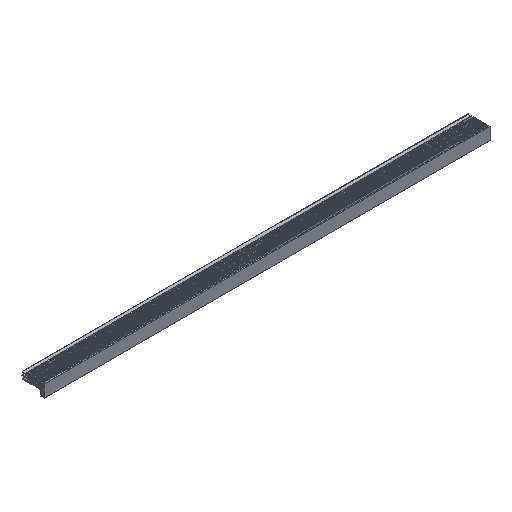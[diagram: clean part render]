
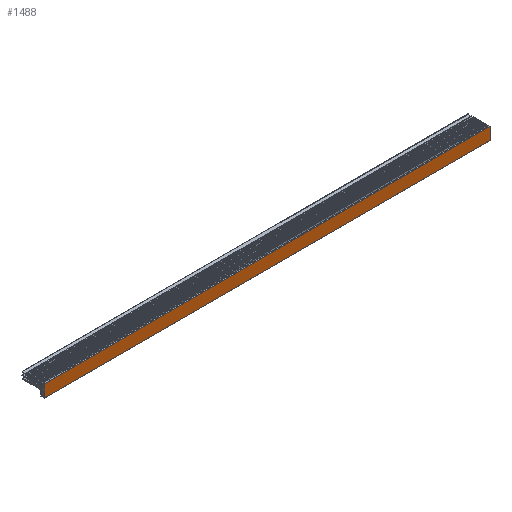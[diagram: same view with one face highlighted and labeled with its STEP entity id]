
A CAD part, isometric view. The second image highlights one B-rep face of the part: STEP entity #1488.
In plain terms, the highlighted planar face has unit normal (0, -1, 0).
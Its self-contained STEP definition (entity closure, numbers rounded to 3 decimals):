
#46=PLANE('',#1654);
#118=FACE_OUTER_BOUND('',#190,.T.);
#190=EDGE_LOOP('',(#1165,#1166,#1167,#1168));
#267=LINE('',#2091,#403);
#400=LINE('',#2503,#536);
#401=LINE('',#2506,#537);
#402=LINE('',#2507,#538);
#403=VECTOR('',#1661,1000.);
#536=VECTOR('',#2076,1000.);
#537=VECTOR('',#2081,27.6);
#538=VECTOR('',#2082,27.6);
#539=VERTEX_POINT('',#2089);
#540=VERTEX_POINT('',#2090);
#677=VERTEX_POINT('',#2500);
#678=VERTEX_POINT('',#2502);
#679=EDGE_CURVE('',#539,#540,#267,.T.);
#885=EDGE_CURVE('',#677,#678,#400,.T.);
#887=EDGE_CURVE('',#678,#540,#401,.T.);
#888=EDGE_CURVE('',#677,#539,#402,.T.);
#1165=ORIENTED_EDGE('',*,*,#887,.F.);
#1166=ORIENTED_EDGE('',*,*,#885,.F.);
#1167=ORIENTED_EDGE('',*,*,#888,.T.);
#1168=ORIENTED_EDGE('',*,*,#679,.T.);
#1488=ADVANCED_FACE('',(#118),#46,.F.);
#1654=AXIS2_PLACEMENT_3D('',#2505,#2079,#2080);
#1661=DIRECTION('',(1.,0.,0.));
#2076=DIRECTION('',(1.,0.,0.));
#2079=DIRECTION('center_axis',(0.,1.,0.));
#2080=DIRECTION('ref_axis',(0.,0.,1.));
#2081=DIRECTION('',(0.,0.,-1.));
#2082=DIRECTION('',(0.,0.,-1.));
#2089=CARTESIAN_POINT('',(0.,-28.973,-14.149));
#2090=CARTESIAN_POINT('',(1000.,-28.973,-14.149));
#2091=CARTESIAN_POINT('',(0.,-28.973,-14.149));
#2500=CARTESIAN_POINT('',(0.,-28.973,13.451));
#2502=CARTESIAN_POINT('',(1000.,-28.973,13.451));
#2503=CARTESIAN_POINT('',(0.,-28.973,13.451));
#2505=CARTESIAN_POINT('Origin',(0.,-28.973,-14.149));
#2506=CARTESIAN_POINT('',(1000.,-28.973,13.451));
#2507=CARTESIAN_POINT('',(0.,-28.973,13.451));
